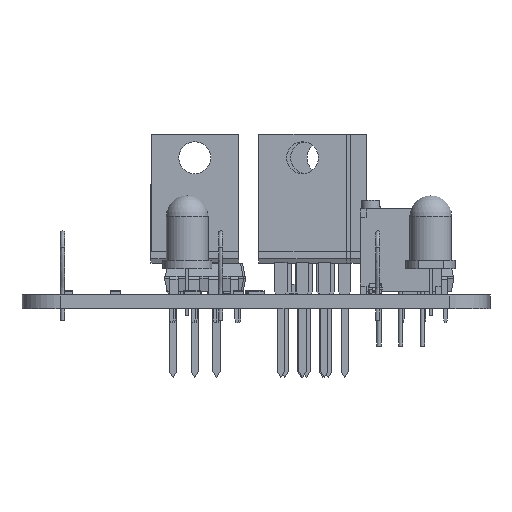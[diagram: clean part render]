
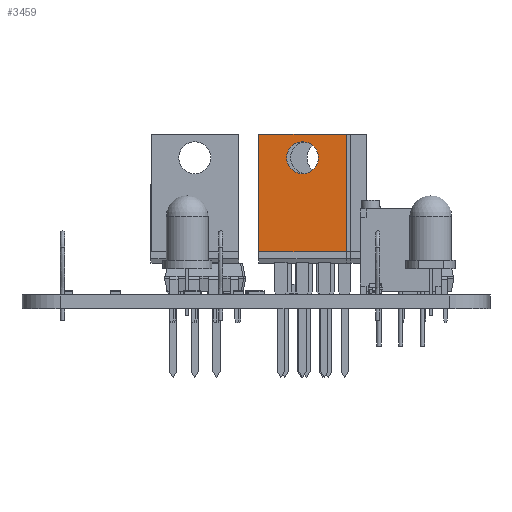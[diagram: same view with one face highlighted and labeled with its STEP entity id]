
A CAD part, left-side view. The second image highlights one B-rep face of the part: STEP entity #3459.
In plain terms, the highlighted face is planar.
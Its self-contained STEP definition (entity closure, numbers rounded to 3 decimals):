
#2904 = VERTEX_POINT('',#2905);
#2905 = CARTESIAN_POINT('',(-2.575,3.16,18.775));
#2911 = EDGE_CURVE('',#2912,#2904,#2914,.T.);
#2912 = VERTEX_POINT('',#2913);
#2913 = CARTESIAN_POINT('',(-2.575,3.16,5.));
#2914 = LINE('',#2915,#2916);
#2915 = CARTESIAN_POINT('',(-2.575,3.16,5.));
#2916 = VECTOR('',#2917,1.);
#2917 = DIRECTION('',(0.,0.,1.));
#2970 = VERTEX_POINT('',#2971);
#2971 = CARTESIAN_POINT('',(7.655,3.16,5.));
#2977 = EDGE_CURVE('',#2970,#2978,#2980,.T.);
#2978 = VERTEX_POINT('',#2979);
#2979 = CARTESIAN_POINT('',(7.655,3.16,18.775));
#2980 = LINE('',#2981,#2982);
#2981 = CARTESIAN_POINT('',(7.655,3.16,5.));
#2982 = VECTOR('',#2983,1.);
#2983 = DIRECTION('',(0.,0.,1.));
#3002 = EDGE_CURVE('',#2912,#2970,#3003,.T.);
#3003 = LINE('',#3004,#3005);
#3004 = CARTESIAN_POINT('',(-2.575,3.16,5.));
#3005 = VECTOR('',#3006,1.);
#3006 = DIRECTION('',(1.,0.,0.));
#3459 = ADVANCED_FACE('',(#3460,#3471),#3482,.T.);
#3460 = FACE_BOUND('',#3461,.T.);
#3461 = EDGE_LOOP('',(#3462,#3463,#3469,#3470));
#3462 = ORIENTED_EDGE('',*,*,#2911,.T.);
#3463 = ORIENTED_EDGE('',*,*,#3464,.T.);
#3464 = EDGE_CURVE('',#2904,#2978,#3465,.T.);
#3465 = LINE('',#3466,#3467);
#3466 = CARTESIAN_POINT('',(-2.575,3.16,18.775));
#3467 = VECTOR('',#3468,1.);
#3468 = DIRECTION('',(1.,0.,0.));
#3469 = ORIENTED_EDGE('',*,*,#2977,.F.);
#3470 = ORIENTED_EDGE('',*,*,#3002,.F.);
#3471 = FACE_BOUND('',#3472,.T.);
#3472 = EDGE_LOOP('',(#3473));
#3473 = ORIENTED_EDGE('',*,*,#3474,.T.);
#3474 = EDGE_CURVE('',#3475,#3475,#3477,.T.);
#3475 = VERTEX_POINT('',#3476);
#3476 = CARTESIAN_POINT('',(4.408,3.16,16.005));
#3477 = CIRCLE('',#3478,1.868);
#3478 = AXIS2_PLACEMENT_3D('',#3479,#3480,#3481);
#3479 = CARTESIAN_POINT('',(2.54,3.16,16.005));
#3480 = DIRECTION('',(0.,-1.,0.));
#3481 = DIRECTION('',(1.,0.,0.));
#3482 = PLANE('',#3483);
#3483 = AXIS2_PLACEMENT_3D('',#3484,#3485,#3486);
#3484 = CARTESIAN_POINT('',(-2.575,3.16,5.));
#3485 = DIRECTION('',(0.,1.,0.));
#3486 = DIRECTION('',(1.,0.,0.));
